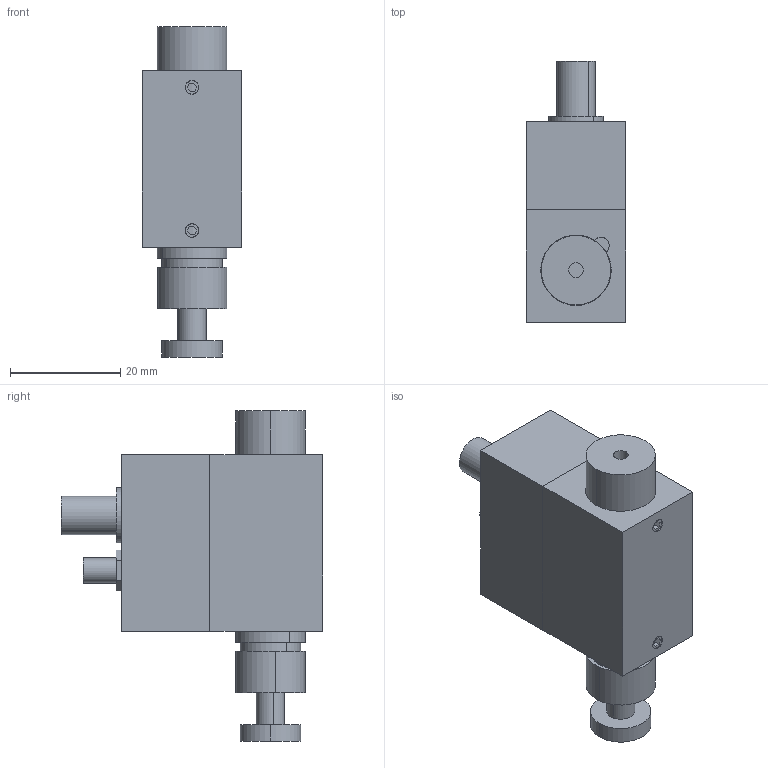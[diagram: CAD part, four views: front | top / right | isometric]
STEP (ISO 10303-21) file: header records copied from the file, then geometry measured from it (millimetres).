
FILE_DESCRIPTION (( 'STEP AP214' ), '1' );
FILE_NAME ('12769-E0W.step', '2007-11-13T06:06:19', ( ' ' ), ( ' ' ), 'SwSTEP 2.0', 'SolidWorks 2007', '' );
FILE_SCHEMA (( 'AUTOMOTIVE_DESIGN' ));
Length unit declared in the file: inch
Products named in the file (1): 12769-E0W
Bounding box: 18 x 47.5 x 60 mm (x, y, z)
Surface area: 8981.3 mm2 (no closed solid volume)
Topology: 0 solids, 13 shells, 109 faces, 310 edges, 210 vertices
Faces by surface type: plane 63, cylinder 36, cone 10
Entity records: 5260 total; most frequent: CARTESIAN_POINT 979, DIRECTION 614, ORIENTED_EDGE 511, EDGE_CURVE 306, AXIS2_PLACEMENT_3D 217, VERTEX_POINT 210, VECTOR 180, LINE 180
